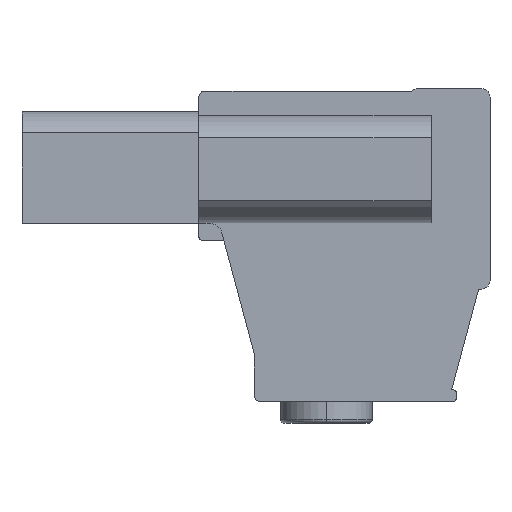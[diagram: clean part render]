
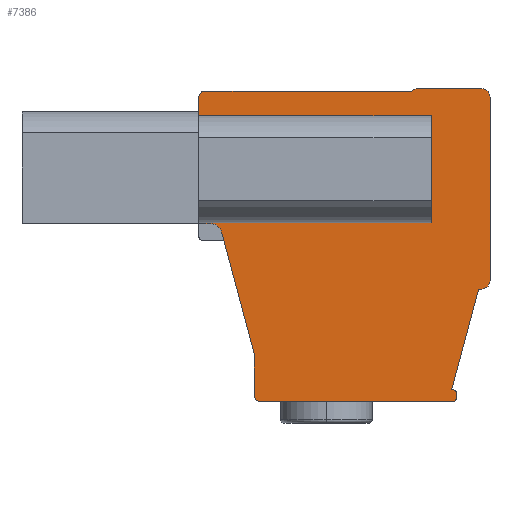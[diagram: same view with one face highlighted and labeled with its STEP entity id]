
A CAD part, front view. The second image highlights one B-rep face of the part: STEP entity #7386.
In plain terms, the highlighted planar face has unit normal (0, -1, 0).
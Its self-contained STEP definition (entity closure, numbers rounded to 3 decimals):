
#465=DIRECTION('',(0.,0.,-1.));
#466=VECTOR('',#465,1.55);
#467=CARTESIAN_POINT('',(0.,-50.64,5.8));
#468=LINE('',#467,#466);
#491=DIRECTION('',(0.,0.,-1.));
#492=VECTOR('',#491,0.05);
#493=CARTESIAN_POINT('',(0.,-50.64,-4.65));
#494=LINE('',#493,#492);
#1235=DIRECTION('',(0.,0.,-1.));
#1236=VECTOR('',#1235,1.);
#1237=CARTESIAN_POINT('',(19.3,-50.64,-3.65));
#1238=LINE('',#1237,#1236);
#1239=DIRECTION('',(-1.,0.,0.));
#1240=VECTOR('',#1239,13.2);
#1241=CARTESIAN_POINT('',(19.3,-50.64,3.25));
#1242=LINE('',#1241,#1240);
#1243=DIRECTION('',(0.,0.,-1.));
#1244=VECTOR('',#1243,1.);
#1245=CARTESIAN_POINT('',(19.3,-50.64,4.25));
#1246=LINE('',#1245,#1244);
#1247=DIRECTION('',(1.,0.,0.));
#1248=VECTOR('',#1247,19.3);
#1249=CARTESIAN_POINT('',(0.,-50.64,4.25));
#1250=LINE('',#1249,#1248);
#1251=CARTESIAN_POINT('',(0.5,-50.64,5.8));
#1252=DIRECTION('',(0.,1.,0.));
#1253=DIRECTION('',(-1.,0.,0.));
#1254=AXIS2_PLACEMENT_3D('',#1251,#1252,#1253);
#1256=DIRECTION('',(1.,0.,0.));
#1257=VECTOR('',#1256,17.204);
#1258=CARTESIAN_POINT('',(0.5,-50.64,6.3));
#1259=LINE('',#1258,#1257);
#1260=DIRECTION('',(0.866,0.,0.5));
#1261=VECTOR('',#1260,0.4);
#1262=CARTESIAN_POINT('',(17.704,-50.64,6.3));
#1263=LINE('',#1262,#1261);
#1264=DIRECTION('',(1.,0.,0.));
#1265=VECTOR('',#1264,5.45);
#1266=CARTESIAN_POINT('',(18.05,-50.64,6.5));
#1267=LINE('',#1266,#1265);
#1268=CARTESIAN_POINT('',(23.5,-50.64,5.8));
#1269=DIRECTION('',(0.,1.,0.));
#1270=DIRECTION('',(0.,0.,1.));
#1271=AXIS2_PLACEMENT_3D('',#1268,#1269,#1270);
#1273=CARTESIAN_POINT('',(23.5,-50.64,-9.45));
#1274=DIRECTION('',(0.,1.,0.));
#1275=DIRECTION('',(1.,0.,0.));
#1276=AXIS2_PLACEMENT_3D('',#1273,#1274,#1275);
#1278=DIRECTION('',(-1.,0.,0.));
#1279=VECTOR('',#1278,0.25);
#1280=CARTESIAN_POINT('',(23.5,-50.64,-10.15));
#1281=LINE('',#1280,#1279);
#1282=DIRECTION('',(-0.259,0.,-0.966));
#1283=VECTOR('',#1282,8.645);
#1284=CARTESIAN_POINT('',(23.25,-50.64,-10.15));
#1285=LINE('',#1284,#1283);
#1286=DIRECTION('',(1.,0.,0.));
#1287=VECTOR('',#1286,0.087);
#1288=CARTESIAN_POINT('',(21.013,-50.64,-18.5));
#1289=LINE('',#1288,#1287);
#1290=CARTESIAN_POINT('',(21.1,-50.64,-18.8));
#1291=DIRECTION('',(0.,1.,0.));
#1292=DIRECTION('',(0.,0.,1.));
#1293=AXIS2_PLACEMENT_3D('',#1290,#1291,#1292);
#1295=DIRECTION('',(0.,0.,-1.));
#1296=VECTOR('',#1295,0.4);
#1297=CARTESIAN_POINT('',(21.4,-50.64,-18.8));
#1298=LINE('',#1297,#1296);
#1299=CARTESIAN_POINT('',(21.1,-50.64,-19.2));
#1300=DIRECTION('',(0.,1.,0.));
#1301=DIRECTION('',(1.,0.,0.));
#1302=AXIS2_PLACEMENT_3D('',#1299,#1300,#1301);
#1304=DIRECTION('',(-1.,0.,0.));
#1305=VECTOR('',#1304,16.);
#1306=CARTESIAN_POINT('',(21.1,-50.64,-19.5));
#1307=LINE('',#1306,#1305);
#1308=CARTESIAN_POINT('',(5.1,-50.64,-19.));
#1309=DIRECTION('',(0.,1.,0.));
#1310=DIRECTION('',(0.,0.,-1.));
#1311=AXIS2_PLACEMENT_3D('',#1308,#1309,#1310);
#1313=DIRECTION('',(0.,0.,1.));
#1314=VECTOR('',#1313,3.478);
#1315=CARTESIAN_POINT('',(4.6,-50.64,-19.));
#1316=LINE('',#1315,#1314);
#1317=DIRECTION('',(-0.259,0.,0.966));
#1318=VECTOR('',#1317,10.436);
#1319=CARTESIAN_POINT('',(4.6,-50.64,-15.522));
#1320=LINE('',#1319,#1318);
#1321=CARTESIAN_POINT('',(0.933,-50.64,-5.7));
#1322=DIRECTION('',(0.,-1.,0.));
#1323=DIRECTION('',(0.966,0.,0.259));
#1324=AXIS2_PLACEMENT_3D('',#1321,#1322,#1323);
#1326=DIRECTION('',(-1.,0.,0.));
#1327=VECTOR('',#1326,0.933);
#1328=CARTESIAN_POINT('',(0.933,-50.64,-4.7));
#1329=LINE('',#1328,#1327);
#1330=DIRECTION('',(1.,0.,0.));
#1331=VECTOR('',#1330,19.3);
#1332=CARTESIAN_POINT('',(0.,-50.64,-4.65));
#1333=LINE('',#1332,#1331);
#1573=DIRECTION('',(-1.,0.,0.));
#1574=VECTOR('',#1573,13.2);
#1575=CARTESIAN_POINT('',(19.3,-50.64,-3.65));
#1576=LINE('',#1575,#1574);
#1598=DIRECTION('',(0.,0.,-1.));
#1599=VECTOR('',#1598,6.9);
#1600=CARTESIAN_POINT('',(6.1,-50.64,3.25));
#1601=LINE('',#1600,#1599);
#1638=DIRECTION('',(0.,0.,1.));
#1639=VECTOR('',#1638,15.25);
#1640=CARTESIAN_POINT('',(24.2,-50.64,-9.45));
#1641=LINE('',#1640,#1639);
#4802=CARTESIAN_POINT('',(24.2,-50.64,-9.45));
#4803=CARTESIAN_POINT('',(23.5,-50.64,-10.15));
#4804=VERTEX_POINT('',#4802);
#4805=VERTEX_POINT('',#4803);
#4806=CARTESIAN_POINT('',(23.25,-50.64,-10.15));
#4807=VERTEX_POINT('',#4806);
#4808=CARTESIAN_POINT('',(21.013,-50.64,-18.5));
#4809=VERTEX_POINT('',#4808);
#4810=CARTESIAN_POINT('',(21.1,-50.64,-18.5));
#4811=VERTEX_POINT('',#4810);
#4812=CARTESIAN_POINT('',(21.4,-50.64,-18.8));
#4813=VERTEX_POINT('',#4812);
#4814=CARTESIAN_POINT('',(21.4,-50.64,-19.2));
#4815=VERTEX_POINT('',#4814);
#4816=CARTESIAN_POINT('',(21.1,-50.64,-19.5));
#4817=VERTEX_POINT('',#4816);
#4818=CARTESIAN_POINT('',(5.1,-50.64,-19.5));
#4819=VERTEX_POINT('',#4818);
#4820=CARTESIAN_POINT('',(4.6,-50.64,-19.));
#4821=VERTEX_POINT('',#4820);
#4822=CARTESIAN_POINT('',(4.6,-50.64,-15.522));
#4823=VERTEX_POINT('',#4822);
#4824=CARTESIAN_POINT('',(1.899,-50.64,-5.441));
#4825=VERTEX_POINT('',#4824);
#4826=CARTESIAN_POINT('',(0.933,-50.64,-4.7));
#4827=VERTEX_POINT('',#4826);
#4828=CARTESIAN_POINT('',(0.,-50.64,5.8));
#4829=CARTESIAN_POINT('',(0.5,-50.64,6.3));
#4830=VERTEX_POINT('',#4828);
#4831=VERTEX_POINT('',#4829);
#4832=CARTESIAN_POINT('',(17.704,-50.64,6.3));
#4833=VERTEX_POINT('',#4832);
#4834=CARTESIAN_POINT('',(18.05,-50.64,6.5));
#4835=VERTEX_POINT('',#4834);
#4836=CARTESIAN_POINT('',(23.5,-50.64,6.5));
#4837=VERTEX_POINT('',#4836);
#4838=CARTESIAN_POINT('',(24.2,-50.64,5.8));
#4839=VERTEX_POINT('',#4838);
#4874=CARTESIAN_POINT('',(0.,-50.64,-4.7));
#4875=VERTEX_POINT('',#4874);
#6006=CARTESIAN_POINT('',(19.3,-50.64,-4.65));
#6007=VERTEX_POINT('',#6006);
#6008=CARTESIAN_POINT('',(19.3,-50.64,4.25));
#6009=VERTEX_POINT('',#6008);
#6010=CARTESIAN_POINT('',(0.,-50.64,-4.65));
#6011=VERTEX_POINT('',#6010);
#6012=CARTESIAN_POINT('',(0.,-50.64,4.25));
#6013=VERTEX_POINT('',#6012);
#6022=CARTESIAN_POINT('',(6.1,-50.64,-3.65));
#6024=VERTEX_POINT('',#6022);
#6028=CARTESIAN_POINT('',(6.1,-50.64,3.25));
#6029=VERTEX_POINT('',#6028);
#6030=CARTESIAN_POINT('',(19.3,-50.64,-3.65));
#6031=VERTEX_POINT('',#6030);
#6036=CARTESIAN_POINT('',(19.3,-50.64,3.25));
#6037=VERTEX_POINT('',#6036);
#7328=CARTESIAN_POINT('',(0.,-50.64,0.));
#7329=DIRECTION('',(0.,1.,0.));
#7330=DIRECTION('',(1.,0.,0.));
#7331=AXIS2_PLACEMENT_3D('',#7328,#7329,#7330);
#7332=PLANE('',#7331);
#7334=ORIENTED_EDGE('',*,*,#7333,.F.);
#7336=ORIENTED_EDGE('',*,*,#7335,.T.);
#7338=ORIENTED_EDGE('',*,*,#7337,.F.);
#7340=ORIENTED_EDGE('',*,*,#7339,.F.);
#7342=ORIENTED_EDGE('',*,*,#7341,.F.);
#7344=ORIENTED_EDGE('',*,*,#7343,.F.);
#7345=ORIENTED_EDGE('',*,*,#6648,.F.);
#7347=ORIENTED_EDGE('',*,*,#7346,.T.);
#7349=ORIENTED_EDGE('',*,*,#7348,.T.);
#7351=ORIENTED_EDGE('',*,*,#7350,.T.);
#7353=ORIENTED_EDGE('',*,*,#7352,.T.);
#7355=ORIENTED_EDGE('',*,*,#7354,.T.);
#7357=ORIENTED_EDGE('',*,*,#7356,.F.);
#7359=ORIENTED_EDGE('',*,*,#7358,.T.);
#7361=ORIENTED_EDGE('',*,*,#7360,.T.);
#7363=ORIENTED_EDGE('',*,*,#7362,.T.);
#7365=ORIENTED_EDGE('',*,*,#7364,.T.);
#7367=ORIENTED_EDGE('',*,*,#7366,.T.);
#7369=ORIENTED_EDGE('',*,*,#7368,.T.);
#7371=ORIENTED_EDGE('',*,*,#7370,.T.);
#7373=ORIENTED_EDGE('',*,*,#7372,.T.);
#7375=ORIENTED_EDGE('',*,*,#7374,.T.);
#7377=ORIENTED_EDGE('',*,*,#7376,.T.);
#7378=ORIENTED_EDGE('',*,*,#7234,.T.);
#7379=ORIENTED_EDGE('',*,*,#7298,.T.);
#7380=ORIENTED_EDGE('',*,*,#7072,.T.);
#7381=ORIENTED_EDGE('',*,*,#6660,.F.);
#7383=ORIENTED_EDGE('',*,*,#7382,.T.);
#7384=EDGE_LOOP('',(#7334,#7336,#7338,#7340,#7342,#7344,#7345,#7347,#7349,#7351,
#7353,#7355,#7357,#7359,#7361,#7363,#7365,#7367,#7369,#7371,#7373,#7375,#7377,
#7378,#7379,#7380,#7381,#7383));
#7385=FACE_OUTER_BOUND('',#7384,.F.);
#1255=CIRCLE('',#1254,0.5);
#1272=CIRCLE('',#1271,0.7);
#1277=CIRCLE('',#1276,0.7);
#1294=CIRCLE('',#1293,0.3);
#1303=CIRCLE('',#1302,0.3);
#1312=CIRCLE('',#1311,0.5);
#1325=CIRCLE('',#1324,1.);
#6648=EDGE_CURVE('',#4830,#6013,#468,.T.);
#6660=EDGE_CURVE('',#6011,#4875,#494,.T.);
#7072=EDGE_CURVE('',#4827,#4875,#1329,.T.);
#7234=EDGE_CURVE('',#4823,#4825,#1320,.T.);
#7298=EDGE_CURVE('',#4825,#4827,#1325,.T.);
#7333=EDGE_CURVE('',#6031,#6007,#1238,.T.);
#7335=EDGE_CURVE('',#6031,#6024,#1576,.T.);
#7337=EDGE_CURVE('',#6029,#6024,#1601,.T.);
#7339=EDGE_CURVE('',#6037,#6029,#1242,.T.);
#7341=EDGE_CURVE('',#6009,#6037,#1246,.T.);
#7343=EDGE_CURVE('',#6013,#6009,#1250,.T.);
#7346=EDGE_CURVE('',#4830,#4831,#1255,.T.);
#7348=EDGE_CURVE('',#4831,#4833,#1259,.T.);
#7350=EDGE_CURVE('',#4833,#4835,#1263,.T.);
#7352=EDGE_CURVE('',#4835,#4837,#1267,.T.);
#7354=EDGE_CURVE('',#4837,#4839,#1272,.T.);
#7356=EDGE_CURVE('',#4804,#4839,#1641,.T.);
#7358=EDGE_CURVE('',#4804,#4805,#1277,.T.);
#7360=EDGE_CURVE('',#4805,#4807,#1281,.T.);
#7362=EDGE_CURVE('',#4807,#4809,#1285,.T.);
#7364=EDGE_CURVE('',#4809,#4811,#1289,.T.);
#7366=EDGE_CURVE('',#4811,#4813,#1294,.T.);
#7368=EDGE_CURVE('',#4813,#4815,#1298,.T.);
#7370=EDGE_CURVE('',#4815,#4817,#1303,.T.);
#7372=EDGE_CURVE('',#4817,#4819,#1307,.T.);
#7374=EDGE_CURVE('',#4819,#4821,#1312,.T.);
#7376=EDGE_CURVE('',#4821,#4823,#1316,.T.);
#7382=EDGE_CURVE('',#6011,#6007,#1333,.T.);
#7386=ADVANCED_FACE('',(#7385),#7332,.F.);
